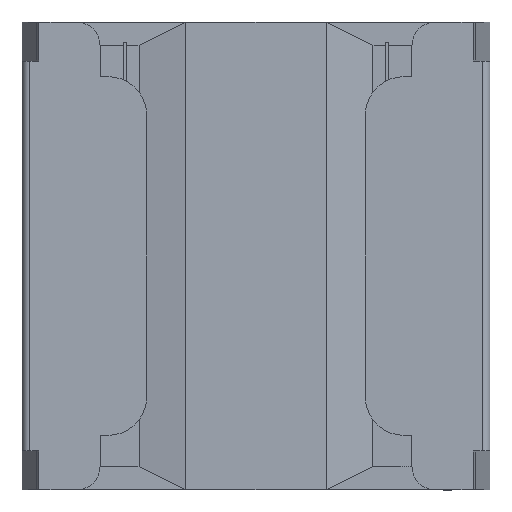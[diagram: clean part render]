
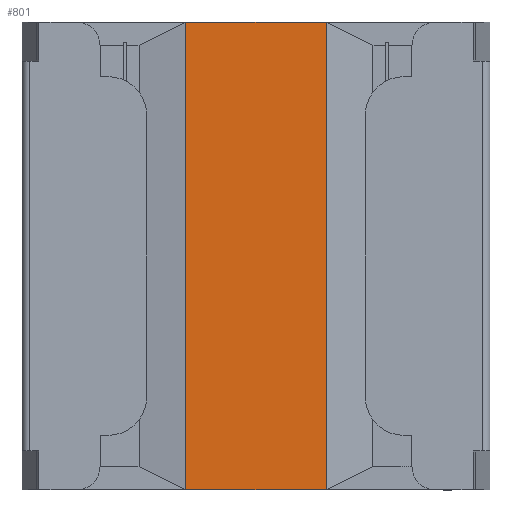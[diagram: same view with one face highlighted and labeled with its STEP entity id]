
A CAD part, front view. The second image highlights one B-rep face of the part: STEP entity #801.
In plain terms, the highlighted planar face has unit normal (0, -1, 0).
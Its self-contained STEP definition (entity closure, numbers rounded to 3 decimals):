
#20 = EDGE_CURVE ( 'NONE', #3756, #2547, #1030, .T. ) ;
#212 = DIRECTION ( 'NONE',  ( 0., 0., -1. ) ) ;
#266 = ORIENTED_EDGE ( 'NONE', *, *, #20, .T. ) ;
#304 = EDGE_LOOP ( 'NONE', ( #266, #1416, #3172, #3727 ) ) ;
#360 = LINE ( 'NONE', #1111, #1968 ) ;
#569 = LINE ( 'NONE', #1733, #872 ) ;
#625 = CARTESIAN_POINT ( 'NONE',  ( 0., -1.25, 0. ) ) ;
#800 = CARTESIAN_POINT ( 'NONE',  ( 0.45, -1.25, 1.5 ) ) ;
#801 = ADVANCED_FACE ( 'NONE', ( #4164 ), #933, .T. ) ;
#872 = VECTOR ( 'NONE', #3191, 1000. ) ;
#933 = PLANE ( 'NONE',  #3123 ) ;
#1030 = LINE ( 'NONE', #1940, #3262 ) ;
#1042 = CARTESIAN_POINT ( 'NONE',  ( -0.45, -1.25, -1.5 ) ) ;
#1111 = CARTESIAN_POINT ( 'NONE',  ( 0.45, -1.25, 1.5 ) ) ;
#1416 = ORIENTED_EDGE ( 'NONE', *, *, #1501, .T. ) ;
#1501 = EDGE_CURVE ( 'NONE', #2547, #4068, #569, .T. ) ;
#1733 = CARTESIAN_POINT ( 'NONE',  ( -0.45, -1.25, -1.5 ) ) ;
#1940 = CARTESIAN_POINT ( 'NONE',  ( -0.45, -1.25, 1.5 ) ) ;
#1968 = VECTOR ( 'NONE', #2285, 1000. ) ;
#2034 = VERTEX_POINT ( 'NONE', #800 ) ;
#2285 = DIRECTION ( 'NONE',  ( 0., 0., 1. ) ) ;
#2547 = VERTEX_POINT ( 'NONE', #1042 ) ;
#3123 = AXIS2_PLACEMENT_3D ( 'NONE', #625, #3242, #212 ) ;
#3172 = ORIENTED_EDGE ( 'NONE', *, *, #3825, .T. ) ;
#3191 = DIRECTION ( 'NONE',  ( 1., 0., 0. ) ) ;
#3242 = DIRECTION ( 'NONE',  ( 0., -1., 0. ) ) ;
#3262 = VECTOR ( 'NONE', #4517, 1000. ) ;
#3678 = DIRECTION ( 'NONE',  ( -1., 0., 0. ) ) ;
#3727 = ORIENTED_EDGE ( 'NONE', *, *, #4341, .T. ) ;
#3756 = VERTEX_POINT ( 'NONE', #4412 ) ;
#3825 = EDGE_CURVE ( 'NONE', #4068, #2034, #360, .T. ) ;
#3929 = CARTESIAN_POINT ( 'NONE',  ( 0.45, -1.25, -1.5 ) ) ;
#4068 = VERTEX_POINT ( 'NONE', #3929 ) ;
#4111 = VECTOR ( 'NONE', #3678, 1000. ) ;
#4164 = FACE_OUTER_BOUND ( 'NONE', #304, .T. ) ;
#4230 = LINE ( 'NONE', #4688, #4111 ) ;
#4341 = EDGE_CURVE ( 'NONE', #2034, #3756, #4230, .T. ) ;
#4412 = CARTESIAN_POINT ( 'NONE',  ( -0.45, -1.25, 1.5 ) ) ;
#4517 = DIRECTION ( 'NONE',  ( 0., 0., -1. ) ) ;
#4688 = CARTESIAN_POINT ( 'NONE',  ( -0.45, -1.25, 1.5 ) ) ;
